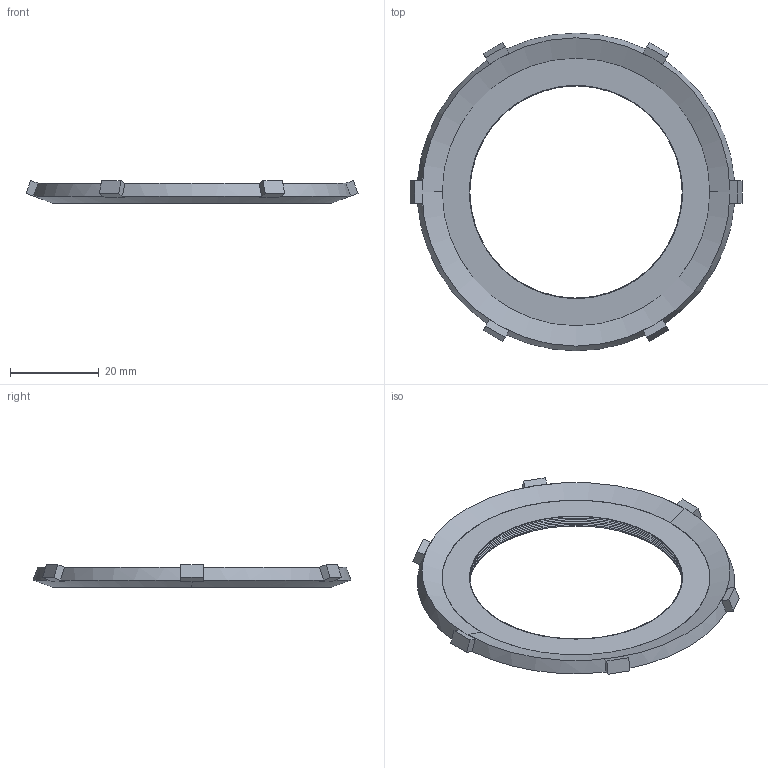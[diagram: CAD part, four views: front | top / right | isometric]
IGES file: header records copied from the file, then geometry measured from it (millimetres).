
Start section: SolidWorks IGES file using analytic representation for surfaces
Global section: file name: NN-34-ST.IGS; native system: SolidWorks 2008; preprocessor: SolidWorks 2008; author: Owner; date: 100527.153046; units: inch
Bounding box: 74.85 x 71.63 x 5.16 mm (x, y, z)
Surface area: 6034.2 mm2 (no closed solid volume)
Topology: 0 solids, 0 shells, 80 faces, 636 edges, 636 vertices
Faces by surface type: bspline 46, revolution 34
